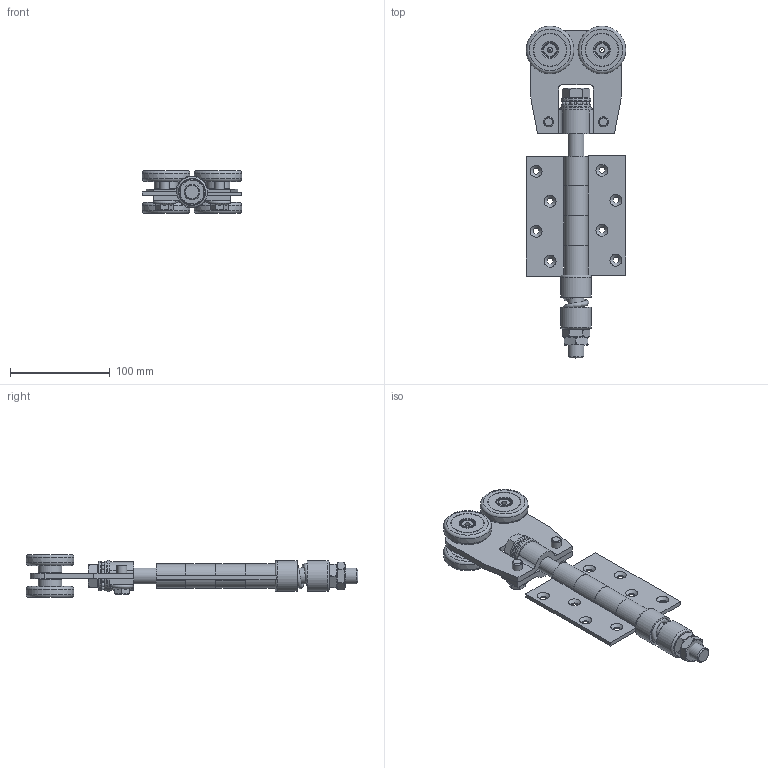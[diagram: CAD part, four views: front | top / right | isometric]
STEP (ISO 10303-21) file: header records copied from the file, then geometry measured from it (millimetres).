
FILE_DESCRIPTION(/* description */ (''),/* implementation_level */ '2;1');
FILE_NAME(/* name */ '9352.stp',/* time_stamp */ '2020-07-24T15:06:35+02:00',/* author */ ('SIMMETF'),/* organization */ (''),/* preprocessor_version */ 'ST-DEVELOPER v17.2',/* originating_system */ 'Autodesk Inventor 2019',/* authorisation */ '');
FILE_SCHEMA (('AUTOMOTIVE_DESIGN { 1 0 10303 214 3 1 1 }'));
Length unit declared in the file: millimetre
Products named in the file (3): Ensemble2; 9352 sans charnière; 15232_B
Assembly tree (3 placements, depth 2):
  Ensemble2
    9352 sans charnière
    15232_B  x2
Bounding box: 100 x 332.5 x 43 mm (x, y, z)
Volume: 289621.7 mm3; surface area: 143706.9 mm2
Topology: 24 solids, 24 shells, 395 faces, 1077 edges, 755 vertices
Faces by surface type: plane 201, cylinder 96, cone 39, torus 26, bspline 21, sphere 12
Full cylindrical faces by diameter (mm): 6.2 x8, 8.376 x2, 10 x2, 10.1 x2, 12.5 x4, 13.835 x2, 14.8 x4, 15 x4, 16 x1, 16.2 x2, 17 x2, 18 x1, 22.5 x1, 24 x4, 27 x2, 30 x2, 31 x2, 32 x1, 32.6 x8, 33.4 x8
Entity records: 13768 total; most frequent: CARTESIAN_POINT 3977, DIRECTION 2091, ORIENTED_EDGE 1990, EDGE_CURVE 995, AXIS2_PLACEMENT_3D 857, VERTEX_POINT 699, CIRCLE 505, EDGE_LOOP 466
